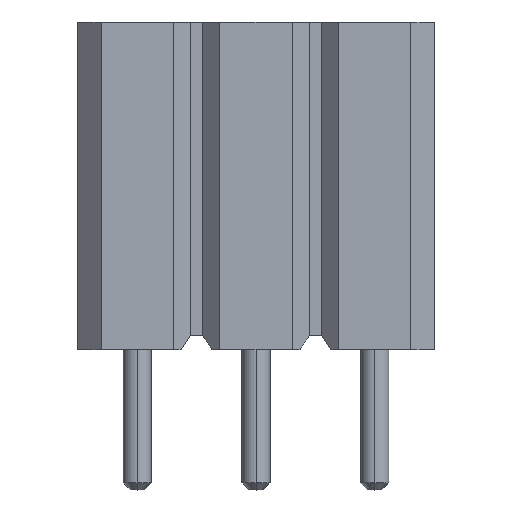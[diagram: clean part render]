
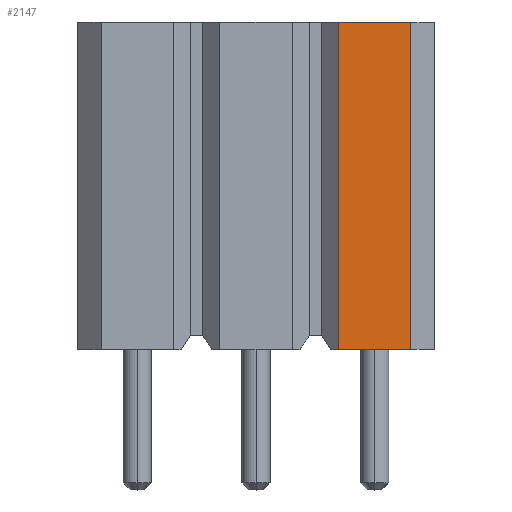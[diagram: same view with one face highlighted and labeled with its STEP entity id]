
A CAD part, top view. The second image highlights one B-rep face of the part: STEP entity #2147.
In plain terms, the highlighted planar face has unit normal (0, 0, 1).
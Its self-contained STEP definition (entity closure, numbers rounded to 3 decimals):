
#70 = DIRECTION ( 'NONE',  ( 0., 1., 0. ) ) ;
#257 = VERTEX_POINT ( 'NONE', #2319 ) ;
#489 = AXIS2_PLACEMENT_3D ( 'NONE', #3206, #3505, #2678 ) ;
#656 = LINE ( 'NONE', #3416, #2836 ) ;
#714 = EDGE_CURVE ( 'NONE', #1196, #1937, #2270, .T. ) ;
#1115 = ORIENTED_EDGE ( 'NONE', *, *, #1228, .F. ) ;
#1196 = VERTEX_POINT ( 'NONE', #2595 ) ;
#1228 = EDGE_CURVE ( 'NONE', #3558, #257, #656, .T. ) ;
#1272 = EDGE_LOOP ( 'NONE', ( #1115, #2630, #2094, #1579 ) ) ;
#1372 = VECTOR ( 'NONE', #2326, 1000. ) ;
#1561 = PLANE ( 'NONE',  #489 ) ;
#1579 = ORIENTED_EDGE ( 'NONE', *, *, #3066, .F. ) ;
#1755 = CARTESIAN_POINT ( 'NONE',  ( 3.31, 0., 1.27 ) ) ;
#1937 = VERTEX_POINT ( 'NONE', #2990 ) ;
#1960 = EDGE_CURVE ( 'NONE', #3558, #1196, #3304, .T. ) ;
#2046 = VECTOR ( 'NONE', #3468, 1000. ) ;
#2094 = ORIENTED_EDGE ( 'NONE', *, *, #714, .T. ) ;
#2147 = ADVANCED_FACE ( 'NONE', ( #2825 ), #1561, .T. ) ;
#2270 = LINE ( 'NONE', #1755, #1372 ) ;
#2319 = CARTESIAN_POINT ( 'NONE',  ( 1.77, 10., 1.27 ) ) ;
#2326 = DIRECTION ( 'NONE',  ( 0., 1., 0. ) ) ;
#2371 = DIRECTION ( 'NONE',  ( 1., 0., 0. ) ) ;
#2595 = CARTESIAN_POINT ( 'NONE',  ( 3.31, 3., 1.27 ) ) ;
#2608 = LINE ( 'NONE', #3480, #2046 ) ;
#2630 = ORIENTED_EDGE ( 'NONE', *, *, #1960, .T. ) ;
#2678 = DIRECTION ( 'NONE',  ( 1., 0., 0. ) ) ;
#2825 = FACE_OUTER_BOUND ( 'NONE', #1272, .T. ) ;
#2832 = CARTESIAN_POINT ( 'NONE',  ( 1.77, 3., 1.27 ) ) ;
#2836 = VECTOR ( 'NONE', #70, 1000. ) ;
#2956 = VECTOR ( 'NONE', #2371, 1000. ) ;
#2990 = CARTESIAN_POINT ( 'NONE',  ( 3.31, 10., 1.27 ) ) ;
#3066 = EDGE_CURVE ( 'NONE', #257, #1937, #2608, .T. ) ;
#3206 = CARTESIAN_POINT ( 'NONE',  ( 3.81, 3., 1.27 ) ) ;
#3304 = LINE ( 'NONE', #3608, #2956 ) ;
#3416 = CARTESIAN_POINT ( 'NONE',  ( 1.77, 3., 1.27 ) ) ;
#3468 = DIRECTION ( 'NONE',  ( 1., 0., 0. ) ) ;
#3480 = CARTESIAN_POINT ( 'NONE',  ( 3.81, 10., 1.27 ) ) ;
#3505 = DIRECTION ( 'NONE',  ( 0., 0., 1. ) ) ;
#3558 = VERTEX_POINT ( 'NONE', #2832 ) ;
#3608 = CARTESIAN_POINT ( 'NONE',  ( 3.81, 3., 1.27 ) ) ;
